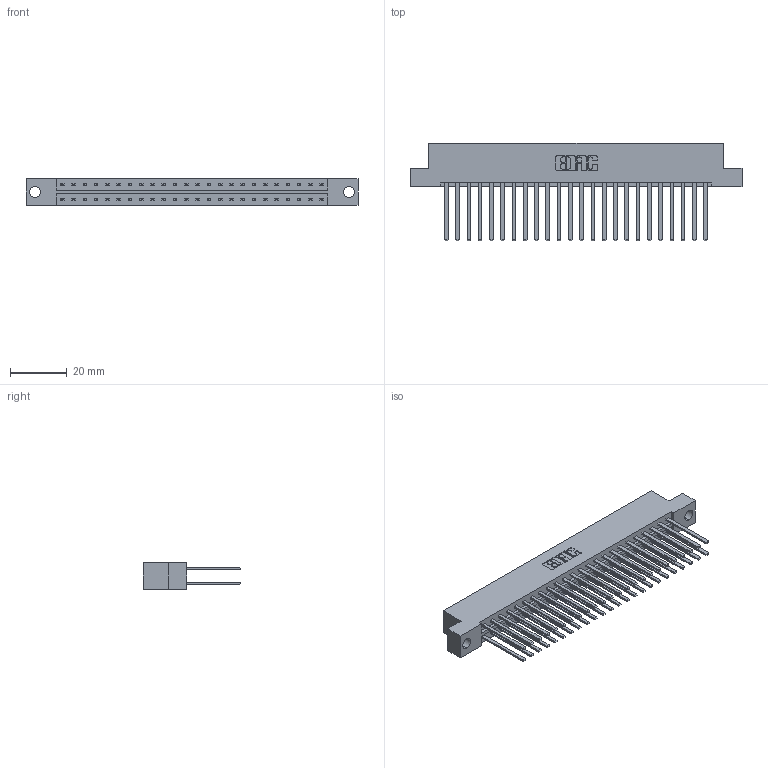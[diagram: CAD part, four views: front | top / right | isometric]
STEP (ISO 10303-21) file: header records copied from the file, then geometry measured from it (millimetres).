
FILE_DESCRIPTION (( 'STEP AP203' ), '1' );
FILE_NAME ('333-048-544-204.STEP', '2018-08-03T23:48:48', ( '' ), ( '' ), 'SwSTEP 2.0', 'SolidWorks 2016', '' );
FILE_SCHEMA (( 'CONFIG_CONTROL_DESIGN' ));
Length unit declared in the file: inch
Products named in the file (3): 333-048-544-204; 333 Part_Flush - .156 Dia - TH; 345-292-001_345-293-144
Assembly tree (49 placements, depth 2):
  333-048-544-204
    333 Part_Flush - .156 Dia - TH
    345-292-001_345-293-144  x48
Bounding box: 116.64 x 34.3 x 9.4 mm (x, y, z)
Volume: 12324.6 mm3; surface area: 16343.3 mm2
Topology: 49 solids, 49 shells, 2322 faces, 6887 edges, 4526 vertices
Faces by surface type: plane 1606, cylinder 716
Entity records: 17587 total; most frequent: CARTESIAN_POINT 2934, ORIENTED_EDGE 2870, DIRECTION 2535, EDGE_CURVE 1435, VECTOR 1311, LINE 1311, VERTEX_POINT 954, AXIS2_PLACEMENT_3D 612
